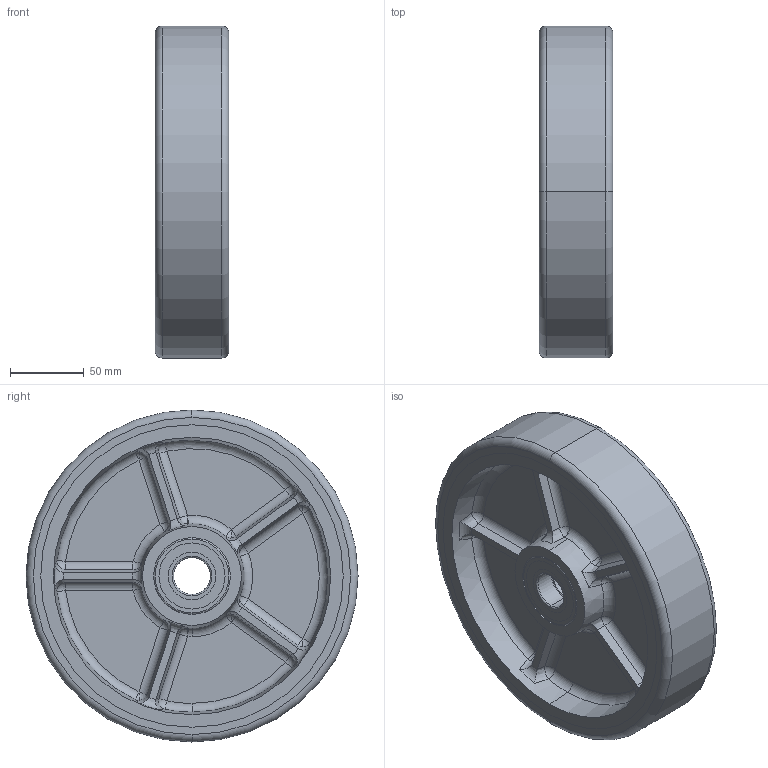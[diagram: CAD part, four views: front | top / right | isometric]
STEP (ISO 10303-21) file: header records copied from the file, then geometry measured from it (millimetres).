
FILE_DESCRIPTION (( 'STEP AP214' ), '1' );
FILE_NAME ('0036084.step', '2023-01-16T12:12:01', ( '' ), ( '' ), 'SwSTEP 2.0', 'SolidWorks 2020', '' );
FILE_SCHEMA (( 'AUTOMOTIVE_DESIGN' ));
Length unit declared in the file: millimetre
Products named in the file (1): 0036084
Bounding box: 50 x 225 x 225 mm (x, y, z)
Surface area: 218039.8 mm2 (no closed solid volume)
Topology: 0 solids, 9 shells, 258 faces, 596 edges, 350 vertices
Faces by surface type: torus 60, sphere 56, plane 52, bspline 40, cylinder 38, cone 12
Entity records: 11195 total; most frequent: CARTESIAN_POINT 2769, DIRECTION 1220, ORIENTED_EDGE 1160, EDGE_CURVE 596, AXIS2_PLACEMENT_3D 565, VERTEX_POINT 350, CIRCLE 346, EDGE_LOOP 270
